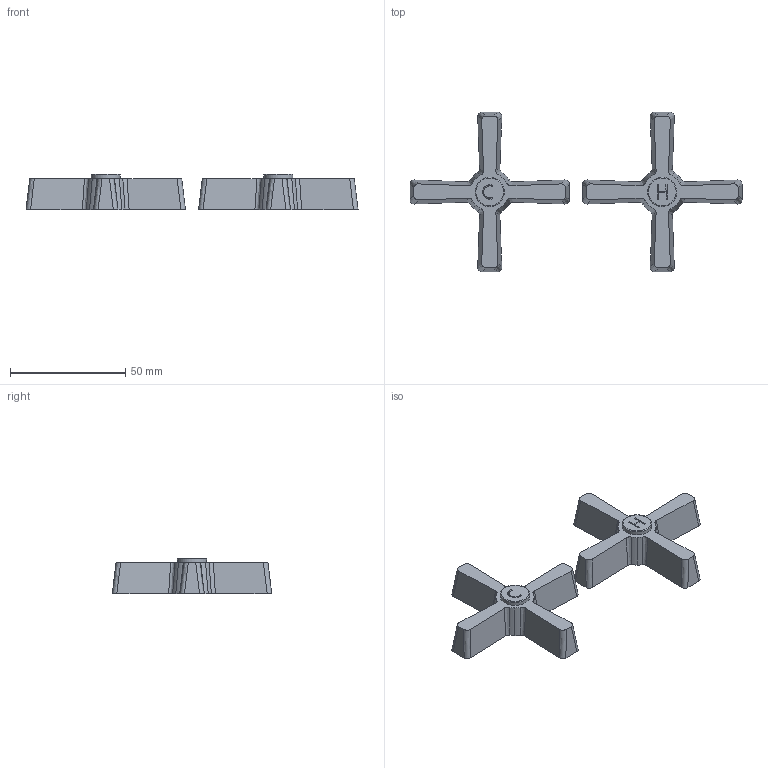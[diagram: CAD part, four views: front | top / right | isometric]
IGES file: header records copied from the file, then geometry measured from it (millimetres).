
Global section: file name: No Iges File Name specified; native system: Autodesk Inventor 2012; preprocessor: AutoDesk Inventor Iges Exporter R2012; author: adaniels; date: 20120629.075118; units: millimetre
Bounding box: 144.32 x 69.32 x 15.4 mm (x, y, z)
Volume: 26044.3 mm3; surface area: 13590.4 mm2
Topology: 6 solids, 6 shells, 148 faces, 356 edges, 232 vertices
Faces by surface type: plane 62, bspline 48, revolution 21, cylinder 10, torus 4, cone 3
Full cylindrical faces by diameter (mm): 9.1 x2, 11.25 x4, 11.998 x2, 12.7 x2
